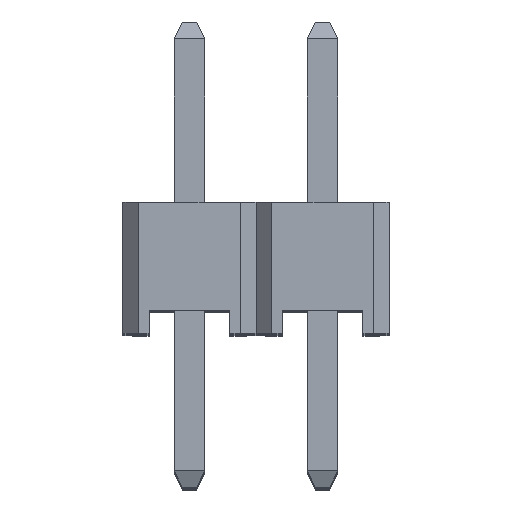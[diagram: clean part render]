
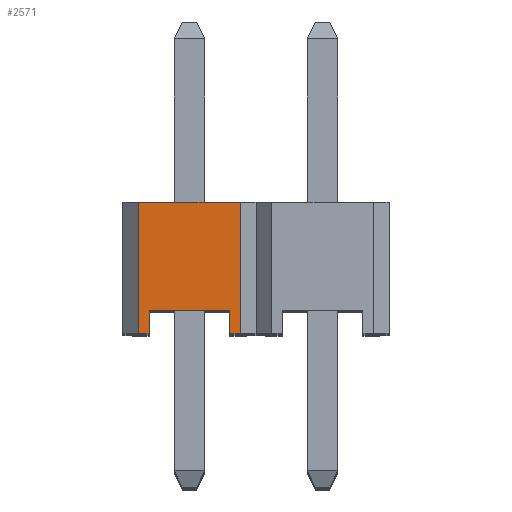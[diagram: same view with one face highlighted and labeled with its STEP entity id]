
A CAD part, top view. The second image highlights one B-rep face of the part: STEP entity #2571.
In plain terms, the highlighted planar face has unit normal (0, 0, 1).
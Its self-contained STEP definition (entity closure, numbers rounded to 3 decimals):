
#79 = VERTEX_POINT ( 'NONE', #1871 ) ;
#120 = ORIENTED_EDGE ( 'NONE', *, *, #31800, .T. ) ;
#236 = VECTOR ( 'NONE', #5056, 1000. ) ;
#534 = ORIENTED_EDGE ( 'NONE', *, *, #11525, .F. ) ;
#795 = LINE ( 'NONE', #26105, #3605 ) ;
#1064 = CARTESIAN_POINT ( 'NONE',  ( 0.5, 0.44, 27.94 ) ) ;
#1774 = LINE ( 'NONE', #29971, #14546 ) ;
#1871 = CARTESIAN_POINT ( 'NONE',  ( 0.5, 0., 27.94 ) ) ;
#1892 = EDGE_LOOP ( 'NONE', ( #25862, #9384, #32760, #534, #18460, #26158, #120, #19904 ) ) ;
#1972 = EDGE_CURVE ( 'NONE', #15233, #79, #1774, .T. ) ;
#2309 = DIRECTION ( 'NONE',  ( 1., 0., 0. ) ) ;
#2571 = ADVANCED_FACE ( 'NONE', ( #10671 ), #20255, .F. ) ;
#2614 = VECTOR ( 'NONE', #31400, 1000. ) ;
#2762 = CARTESIAN_POINT ( 'NONE',  ( 2.24, 2.5, 27.94 ) ) ;
#3484 = CARTESIAN_POINT ( 'NONE',  ( 0.3, 2.5, 27.94 ) ) ;
#3605 = VECTOR ( 'NONE', #31154, 1000. ) ;
#3802 = EDGE_CURVE ( 'NONE', #14176, #11399, #12192, .T. ) ;
#3946 = EDGE_CURVE ( 'NONE', #11427, #14176, #795, .T. ) ;
#4620 = EDGE_CURVE ( 'NONE', #16501, #29085, #24022, .T. ) ;
#4725 = LINE ( 'NONE', #30422, #236 ) ;
#4764 = EDGE_CURVE ( 'NONE', #16501, #26086, #13678, .T. ) ;
#5056 = DIRECTION ( 'NONE',  ( 1., 0., 0. ) ) ;
#5846 = CARTESIAN_POINT ( 'NONE',  ( 0.3, 2.5, 27.94 ) ) ;
#7614 = LINE ( 'NONE', #2762, #19975 ) ;
#7696 = CARTESIAN_POINT ( 'NONE',  ( 0.3, 2.5, 27.94 ) ) ;
#8183 = DIRECTION ( 'NONE',  ( 0., -1., 0. ) ) ;
#9384 = ORIENTED_EDGE ( 'NONE', *, *, #3946, .T. ) ;
#10671 = FACE_OUTER_BOUND ( 'NONE', #1892, .T. ) ;
#11399 = VERTEX_POINT ( 'NONE', #29463 ) ;
#11427 = VERTEX_POINT ( 'NONE', #27088 ) ;
#11525 = EDGE_CURVE ( 'NONE', #29085, #11399, #7614, .T. ) ;
#12192 = LINE ( 'NONE', #22476, #27693 ) ;
#13678 = LINE ( 'NONE', #3484, #20280 ) ;
#14176 = VERTEX_POINT ( 'NONE', #29951 ) ;
#14377 = CARTESIAN_POINT ( 'NONE',  ( 0.3, 0., 27.94 ) ) ;
#14546 = VECTOR ( 'NONE', #19203, 1000. ) ;
#15233 = VERTEX_POINT ( 'NONE', #32184 ) ;
#16501 = VERTEX_POINT ( 'NONE', #5846 ) ;
#17841 = DIRECTION ( 'NONE',  ( 0., -1., 0. ) ) ;
#18460 = ORIENTED_EDGE ( 'NONE', *, *, #4620, .F. ) ;
#18978 = CARTESIAN_POINT ( 'NONE',  ( 0.3, 2.5, 27.94 ) ) ;
#19203 = DIRECTION ( 'NONE',  ( 0., -1., 0. ) ) ;
#19904 = ORIENTED_EDGE ( 'NONE', *, *, #1972, .F. ) ;
#19975 = VECTOR ( 'NONE', #17841, 1000. ) ;
#20255 = PLANE ( 'NONE',  #24223 ) ;
#20280 = VECTOR ( 'NONE', #8183, 1000. ) ;
#22476 = CARTESIAN_POINT ( 'NONE',  ( 0.3, 0., 27.94 ) ) ;
#23138 = DIRECTION ( 'NONE',  ( -1., 0., 0. ) ) ;
#23235 = VECTOR ( 'NONE', #31937, 1000. ) ;
#24022 = LINE ( 'NONE', #18978, #2614 ) ;
#24223 = AXIS2_PLACEMENT_3D ( 'NONE', #7696, #28320, #23138 ) ;
#24731 = LINE ( 'NONE', #1064, #23235 ) ;
#25862 = ORIENTED_EDGE ( 'NONE', *, *, #30570, .F. ) ;
#26086 = VERTEX_POINT ( 'NONE', #14377 ) ;
#26105 = CARTESIAN_POINT ( 'NONE',  ( 2.04, 0.44, 27.94 ) ) ;
#26158 = ORIENTED_EDGE ( 'NONE', *, *, #4764, .T. ) ;
#26296 = CARTESIAN_POINT ( 'NONE',  ( 2.24, 2.5, 27.94 ) ) ;
#27088 = CARTESIAN_POINT ( 'NONE',  ( 2.04, 0.44, 27.94 ) ) ;
#27693 = VECTOR ( 'NONE', #2309, 1000. ) ;
#28320 = DIRECTION ( 'NONE',  ( 0., 0., -1. ) ) ;
#29085 = VERTEX_POINT ( 'NONE', #26296 ) ;
#29463 = CARTESIAN_POINT ( 'NONE',  ( 2.24, 0., 27.94 ) ) ;
#29951 = CARTESIAN_POINT ( 'NONE',  ( 2.04, 0., 27.94 ) ) ;
#29971 = CARTESIAN_POINT ( 'NONE',  ( 0.5, 0.44, 27.94 ) ) ;
#30422 = CARTESIAN_POINT ( 'NONE',  ( 0.3, 0., 27.94 ) ) ;
#30570 = EDGE_CURVE ( 'NONE', #11427, #15233, #24731, .T. ) ;
#31154 = DIRECTION ( 'NONE',  ( 0., -1., 0. ) ) ;
#31400 = DIRECTION ( 'NONE',  ( 1., 0., 0. ) ) ;
#31800 = EDGE_CURVE ( 'NONE', #26086, #79, #4725, .T. ) ;
#31937 = DIRECTION ( 'NONE',  ( -1., 0., 0. ) ) ;
#32184 = CARTESIAN_POINT ( 'NONE',  ( 0.5, 0.44, 27.94 ) ) ;
#32760 = ORIENTED_EDGE ( 'NONE', *, *, #3802, .T. ) ;
